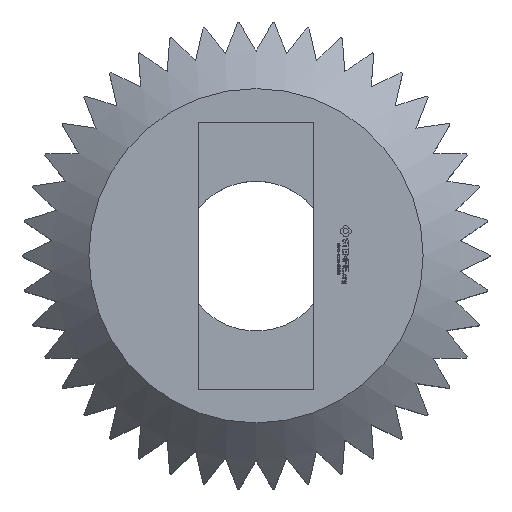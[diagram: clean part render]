
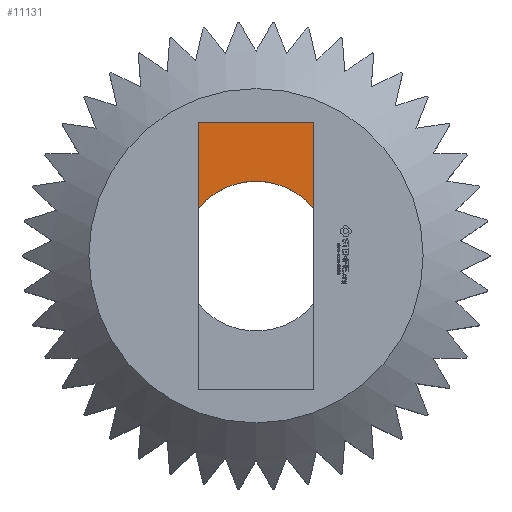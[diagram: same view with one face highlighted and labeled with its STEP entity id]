
A CAD part, top view. The second image highlights one B-rep face of the part: STEP entity #11131.
In plain terms, the highlighted planar face has unit normal (0, 0, 1).
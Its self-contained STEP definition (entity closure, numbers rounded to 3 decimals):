
#310 = PLANE('',#311);
#311 = AXIS2_PLACEMENT_3D('',#312,#313,#314);
#312 = CARTESIAN_POINT('',(-2.7,0.,6.86));
#313 = DIRECTION('',(1.,0.,0.));
#314 = DIRECTION('',(0.,0.,1.));
#368 = PLANE('',#369);
#369 = AXIS2_PLACEMENT_3D('',#370,#371,#372);
#370 = CARTESIAN_POINT('',(2.7,0.,6.86));
#371 = DIRECTION('',(-1.,0.,0.));
#372 = DIRECTION('',(0.,0.,-1.));
#401 = CYLINDRICAL_SURFACE('',#402,3.5);
#402 = AXIS2_PLACEMENT_3D('',#403,#404,#405);
#403 = CARTESIAN_POINT('',(0.,0.,3.125
    ));
#404 = DIRECTION('',(0.,0.,1.));
#405 = DIRECTION('',(1.,0.,0.));
#4426 = VERTEX_POINT('',#4427);
#4427 = CARTESIAN_POINT('',(-2.7,2.227,3.125));
#4448 = EDGE_CURVE('',#4449,#4426,#4451,.T.);
#4449 = VERTEX_POINT('',#4450);
#4450 = CARTESIAN_POINT('',(2.7,2.227,3.125));
#4451 = SURFACE_CURVE('',#4452,(#4457,#4464),.PCURVE_S1.);
#4452 = CIRCLE('',#4453,3.5);
#4453 = AXIS2_PLACEMENT_3D('',#4454,#4455,#4456);
#4454 = CARTESIAN_POINT('',(0.,0.,
    3.125));
#4455 = DIRECTION('',(0.,0.,1.));
#4456 = DIRECTION('',(1.,0.,0.));
#4457 = PCURVE('',#401,#4458);
#4458 = DEFINITIONAL_REPRESENTATION('',(#4459),#4463);
#4459 = LINE('',#4460,#4461);
#4460 = CARTESIAN_POINT('',(0.,0.));
#4461 = VECTOR('',#4462,1.);
#4462 = DIRECTION('',(1.,0.));
#4463 = ( GEOMETRIC_REPRESENTATION_CONTEXT(2) 
PARAMETRIC_REPRESENTATION_CONTEXT() REPRESENTATION_CONTEXT('2D SPACE',''
  ) );
#4464 = PCURVE('',#4465,#4470);
#4465 = PLANE('',#4466);
#4466 = AXIS2_PLACEMENT_3D('',#4467,#4468,#4469);
#4467 = CARTESIAN_POINT('',(0.,0.,
    3.125));
#4468 = DIRECTION('',(0.,0.,1.));
#4469 = DIRECTION('',(1.,0.,0.));
#4470 = DEFINITIONAL_REPRESENTATION('',(#4471),#4475);
#4471 = CIRCLE('',#4472,3.5);
#4472 = AXIS2_PLACEMENT_2D('',#4473,#4474);
#4473 = CARTESIAN_POINT('',(0.,0.));
#4474 = DIRECTION('',(1.,0.));
#4475 = ( GEOMETRIC_REPRESENTATION_CONTEXT(2) 
PARAMETRIC_REPRESENTATION_CONTEXT() REPRESENTATION_CONTEXT('2D SPACE',''
  ) );
#11131 = ADVANCED_FACE('',(#11132),#4465,.T.);
#11132 = FACE_BOUND('',#11133,.T.);
#11133 = EDGE_LOOP('',(#11134,#11164,#11185,#11186));
#11134 = ORIENTED_EDGE('',*,*,#11135,.F.);
#11135 = EDGE_CURVE('',#11136,#11138,#11140,.T.);
#11136 = VERTEX_POINT('',#11137);
#11137 = CARTESIAN_POINT('',(-2.7,6.25,3.125));
#11138 = VERTEX_POINT('',#11139);
#11139 = CARTESIAN_POINT('',(2.7,6.25,3.125));
#11140 = SURFACE_CURVE('',#11141,(#11145,#11152),.PCURVE_S1.);
#11141 = LINE('',#11142,#11143);
#11142 = CARTESIAN_POINT('',(-2.7,6.25,3.125));
#11143 = VECTOR('',#11144,1.);
#11144 = DIRECTION('',(1.,0.,0.));
#11145 = PCURVE('',#4465,#11146);
#11146 = DEFINITIONAL_REPRESENTATION('',(#11147),#11151);
#11147 = LINE('',#11148,#11149);
#11148 = CARTESIAN_POINT('',(-2.7,6.25));
#11149 = VECTOR('',#11150,1.);
#11150 = DIRECTION('',(1.,0.));
#11151 = ( GEOMETRIC_REPRESENTATION_CONTEXT(2) 
PARAMETRIC_REPRESENTATION_CONTEXT() REPRESENTATION_CONTEXT('2D SPACE',''
  ) );
#11152 = PCURVE('',#11153,#11158);
#11153 = PLANE('',#11154);
#11154 = AXIS2_PLACEMENT_3D('',#11155,#11156,#11157);
#11155 = CARTESIAN_POINT('',(-2.7,6.25,3.125));
#11156 = DIRECTION('',(0.,1.,0.));
#11157 = DIRECTION('',(1.,0.,0.));
#11158 = DEFINITIONAL_REPRESENTATION('',(#11159),#11163);
#11159 = LINE('',#11160,#11161);
#11160 = CARTESIAN_POINT('',(0.,0.));
#11161 = VECTOR('',#11162,1.);
#11162 = DIRECTION('',(1.,0.));
#11163 = ( GEOMETRIC_REPRESENTATION_CONTEXT(2) 
PARAMETRIC_REPRESENTATION_CONTEXT() REPRESENTATION_CONTEXT('2D SPACE',''
  ) );
#11164 = ORIENTED_EDGE('',*,*,#11165,.F.);
#11165 = EDGE_CURVE('',#4426,#11136,#11166,.T.);
#11166 = SURFACE_CURVE('',#11167,(#11171,#11178),.PCURVE_S1.);
#11167 = LINE('',#11168,#11169);
#11168 = CARTESIAN_POINT('',(-2.7,-6.25,3.125));
#11169 = VECTOR('',#11170,1.);
#11170 = DIRECTION('',(0.,1.,0.));
#11171 = PCURVE('',#4465,#11172);
#11172 = DEFINITIONAL_REPRESENTATION('',(#11173),#11177);
#11173 = LINE('',#11174,#11175);
#11174 = CARTESIAN_POINT('',(-2.7,-6.25));
#11175 = VECTOR('',#11176,1.);
#11176 = DIRECTION('',(0.,1.));
#11177 = ( GEOMETRIC_REPRESENTATION_CONTEXT(2) 
PARAMETRIC_REPRESENTATION_CONTEXT() REPRESENTATION_CONTEXT('2D SPACE',''
  ) );
#11178 = PCURVE('',#310,#11179);
#11179 = DEFINITIONAL_REPRESENTATION('',(#11180),#11184);
#11180 = LINE('',#11181,#11182);
#11181 = CARTESIAN_POINT('',(-3.735,6.25));
#11182 = VECTOR('',#11183,1.);
#11183 = DIRECTION('',(0.,-1.));
#11184 = ( GEOMETRIC_REPRESENTATION_CONTEXT(2) 
PARAMETRIC_REPRESENTATION_CONTEXT() REPRESENTATION_CONTEXT('2D SPACE',''
  ) );
#11185 = ORIENTED_EDGE('',*,*,#4448,.F.);
#11186 = ORIENTED_EDGE('',*,*,#11187,.F.);
#11187 = EDGE_CURVE('',#11138,#4449,#11188,.T.);
#11188 = SURFACE_CURVE('',#11189,(#11193,#11200),.PCURVE_S1.);
#11189 = LINE('',#11190,#11191);
#11190 = CARTESIAN_POINT('',(2.7,6.25,3.125));
#11191 = VECTOR('',#11192,1.);
#11192 = DIRECTION('',(0.,-1.,0.));
#11193 = PCURVE('',#4465,#11194);
#11194 = DEFINITIONAL_REPRESENTATION('',(#11195),#11199);
#11195 = LINE('',#11196,#11197);
#11196 = CARTESIAN_POINT('',(2.7,6.25));
#11197 = VECTOR('',#11198,1.);
#11198 = DIRECTION('',(0.,-1.));
#11199 = ( GEOMETRIC_REPRESENTATION_CONTEXT(2) 
PARAMETRIC_REPRESENTATION_CONTEXT() REPRESENTATION_CONTEXT('2D SPACE',''
  ) );
#11200 = PCURVE('',#368,#11201);
#11201 = DEFINITIONAL_REPRESENTATION('',(#11202),#11206);
#11202 = LINE('',#11203,#11204);
#11203 = CARTESIAN_POINT('',(3.735,-6.25));
#11204 = VECTOR('',#11205,1.);
#11205 = DIRECTION('',(0.,1.));
#11206 = ( GEOMETRIC_REPRESENTATION_CONTEXT(2) 
PARAMETRIC_REPRESENTATION_CONTEXT() REPRESENTATION_CONTEXT('2D SPACE',''
  ) );
